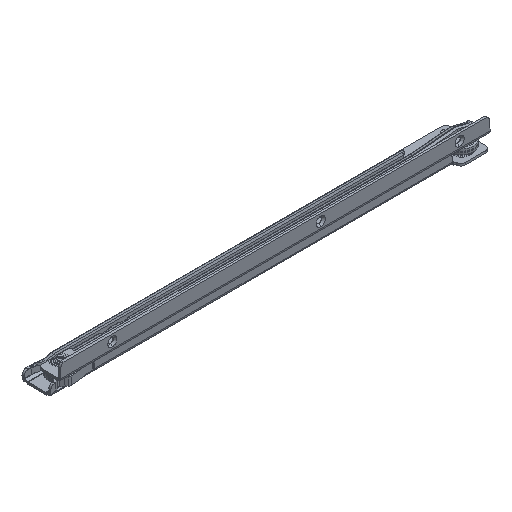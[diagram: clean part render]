
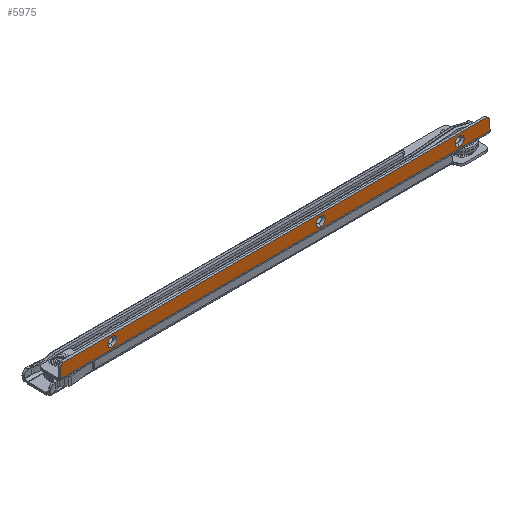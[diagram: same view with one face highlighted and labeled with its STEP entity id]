
A CAD part, isometric view. The second image highlights one B-rep face of the part: STEP entity #5975.
In plain terms, the highlighted planar face has unit normal (0, -1, 0).
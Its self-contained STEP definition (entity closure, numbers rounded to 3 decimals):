
#224 = LINE ( 'NONE', #9247, #455 ) ;
#276 = VERTEX_POINT ( 'NONE', #12184 ) ;
#455 = VECTOR ( 'NONE', #12168, 1000. ) ;
#709 = AXIS2_PLACEMENT_3D ( 'NONE', #7467, #6176, #16737 ) ;
#721 = EDGE_CURVE ( 'NONE', #4556, #3841, #224, .T. ) ;
#757 = VERTEX_POINT ( 'NONE', #9838 ) ;
#1151 = DIRECTION ( 'NONE',  ( -1., 0., 0. ) ) ;
#1704 = VERTEX_POINT ( 'NONE', #4332 ) ;
#1758 = EDGE_CURVE ( 'NONE', #16598, #4901, #5458, .T. ) ;
#1877 = VERTEX_POINT ( 'NONE', #9673 ) ;
#2120 = CARTESIAN_POINT ( 'NONE',  ( 47.5, -8.95, 6.5 ) ) ;
#2207 = PLANE ( 'NONE',  #709 ) ;
#2339 = CARTESIAN_POINT ( 'NONE',  ( 393.5, -8.95, 12.29 ) ) ;
#2599 = DIRECTION ( 'NONE',  ( 0., 0., 1. ) ) ;
#2777 = DIRECTION ( 'NONE',  ( 0., 0., -1. ) ) ;
#2786 = ORIENTED_EDGE ( 'NONE', *, *, #15629, .T. ) ;
#3091 = VECTOR ( 'NONE', #10201, 1000. ) ;
#3148 = CARTESIAN_POINT ( 'NONE',  ( 2., -8.95, 12.29 ) ) ;
#3154 = CIRCLE ( 'NONE', #8683, 4.25 ) ;
#3715 = VERTEX_POINT ( 'NONE', #8814 ) ;
#3819 = AXIS2_PLACEMENT_3D ( 'NONE', #3951, #8749, #8824 ) ;
#3841 = VERTEX_POINT ( 'NONE', #7764 ) ;
#3951 = CARTESIAN_POINT ( 'NONE',  ( 391.5, -8.95, 8.826 ) ) ;
#3971 = CARTESIAN_POINT ( 'NONE',  ( 367.5, -8.95, 6.5 ) ) ;
#3974 = VERTEX_POINT ( 'NONE', #6974 ) ;
#3975 = LINE ( 'NONE', #2339, #8283 ) ;
#3982 = DIRECTION ( 'NONE',  ( 0., 1., 0. ) ) ;
#4056 = CARTESIAN_POINT ( 'NONE',  ( 395.5, -8.95, 12.826 ) ) ;
#4179 = DIRECTION ( 'NONE',  ( -0.866, 0., -0.5 ) ) ;
#4332 = CARTESIAN_POINT ( 'NONE',  ( 367.5, -8.95, 2.25 ) ) ;
#4436 = AXIS2_PLACEMENT_3D ( 'NONE', #4466, #15026, #5766 ) ;
#4451 = ORIENTED_EDGE ( 'NONE', *, *, #10130, .T. ) ;
#4466 = CARTESIAN_POINT ( 'NONE',  ( 239.5, -8.95, 6.5 ) ) ;
#4556 = VERTEX_POINT ( 'NONE', #16212 ) ;
#4749 = ORIENTED_EDGE ( 'NONE', *, *, #14386, .F. ) ;
#4901 = VERTEX_POINT ( 'NONE', #8817 ) ;
#4975 = EDGE_LOOP ( 'NONE', ( #16704, #14450 ) ) ;
#5064 = VERTEX_POINT ( 'NONE', #10556 ) ;
#5224 = CIRCLE ( 'NONE', #9397, 4.25 ) ;
#5250 = EDGE_CURVE ( 'NONE', #12832, #14838, #13562, .T. ) ;
#5458 = CIRCLE ( 'NONE', #6293, 4.25 ) ;
#5466 = LINE ( 'NONE', #16031, #11572 ) ;
#5516 = CIRCLE ( 'NONE', #9958, 4.25 ) ;
#5766 = DIRECTION ( 'NONE',  ( 0., 0., -1. ) ) ;
#5975 = ADVANCED_FACE ( 'NONE', ( #6431, #11709, #14054, #16993 ), #2207, .T. ) ;
#6002 = AXIS2_PLACEMENT_3D ( 'NONE', #2120, #11447, #9899 ) ;
#6097 = ORIENTED_EDGE ( 'NONE', *, *, #1758, .T. ) ;
#6176 = DIRECTION ( 'NONE',  ( 0., -1., 0. ) ) ;
#6293 = AXIS2_PLACEMENT_3D ( 'NONE', #14350, #13039, #11834 ) ;
#6297 = CARTESIAN_POINT ( 'NONE',  ( 0., -8.95, 0.5 ) ) ;
#6331 = EDGE_LOOP ( 'NONE', ( #7999, #8095 ) ) ;
#6431 = FACE_BOUND ( 'NONE', #6331, .T. ) ;
#6577 = CARTESIAN_POINT ( 'NONE',  ( 239.5, -8.95, 6.5 ) ) ;
#6655 = DIRECTION ( 'NONE',  ( 0., 1., 0. ) ) ;
#6974 = CARTESIAN_POINT ( 'NONE',  ( 239.5, -8.95, 10.75 ) ) ;
#7467 = CARTESIAN_POINT ( 'NONE',  ( 0., -8.95, -29.674 ) ) ;
#7723 = CARTESIAN_POINT ( 'NONE',  ( 4., -8.95, 8.826 ) ) ;
#7764 = CARTESIAN_POINT ( 'NONE',  ( 392.572, -8.95, 12.826 ) ) ;
#7877 = CARTESIAN_POINT ( 'NONE',  ( 395.5, -8.95, 8.826 ) ) ;
#7999 = ORIENTED_EDGE ( 'NONE', *, *, #11846, .T. ) ;
#8095 = ORIENTED_EDGE ( 'NONE', *, *, #8601, .T. ) ;
#8120 = EDGE_CURVE ( 'NONE', #12108, #3715, #16408, .T. ) ;
#8165 = CARTESIAN_POINT ( 'NONE',  ( 47.5, -8.95, 10.75 ) ) ;
#8205 = CARTESIAN_POINT ( 'NONE',  ( 395.5, -8.95, 0.5 ) ) ;
#8215 = CIRCLE ( 'NONE', #6002, 4.25 ) ;
#8220 = EDGE_LOOP ( 'NONE', ( #9364, #6097 ) ) ;
#8283 = VECTOR ( 'NONE', #8999, 1000. ) ;
#8528 = ORIENTED_EDGE ( 'NONE', *, *, #13260, .T. ) ;
#8601 = EDGE_CURVE ( 'NONE', #5064, #1704, #3154, .T. ) ;
#8656 = ORIENTED_EDGE ( 'NONE', *, *, #5250, .F. ) ;
#8683 = AXIS2_PLACEMENT_3D ( 'NONE', #3971, #6655, #16864 ) ;
#8749 = DIRECTION ( 'NONE',  ( 0., -1., 0. ) ) ;
#8814 = CARTESIAN_POINT ( 'NONE',  ( 0., -8.95, 8.826 ) ) ;
#8817 = CARTESIAN_POINT ( 'NONE',  ( 47.5, -8.95, 2.25 ) ) ;
#8824 = DIRECTION ( 'NONE',  ( -1., 0., 0. ) ) ;
#8999 = DIRECTION ( 'NONE',  ( -0.866, 0., 0.5 ) ) ;
#9169 = LINE ( 'NONE', #15482, #13076 ) ;
#9247 = CARTESIAN_POINT ( 'NONE',  ( 0., -8.95, 12.826 ) ) ;
#9364 = ORIENTED_EDGE ( 'NONE', *, *, #12244, .T. ) ;
#9397 = AXIS2_PLACEMENT_3D ( 'NONE', #6577, #11680, #16963 ) ;
#9673 = CARTESIAN_POINT ( 'NONE',  ( 393.5, -8.95, 12.29 ) ) ;
#9791 = ORIENTED_EDGE ( 'NONE', *, *, #721, .F. ) ;
#9838 = CARTESIAN_POINT ( 'NONE',  ( 0., -8.95, 0.5 ) ) ;
#9899 = DIRECTION ( 'NONE',  ( 0., 0., -1. ) ) ;
#9958 = AXIS2_PLACEMENT_3D ( 'NONE', #10820, #3982, #2777 ) ;
#10130 = EDGE_CURVE ( 'NONE', #12832, #1877, #14604, .T. ) ;
#10201 = DIRECTION ( 'NONE',  ( 1., 0., 0. ) ) ;
#10527 = EDGE_CURVE ( 'NONE', #4556, #12108, #5466, .T. ) ;
#10556 = CARTESIAN_POINT ( 'NONE',  ( 367.5, -8.95, 10.75 ) ) ;
#10820 = CARTESIAN_POINT ( 'NONE',  ( 367.5, -8.95, 6.5 ) ) ;
#11447 = DIRECTION ( 'NONE',  ( 0., 1., 0. ) ) ;
#11495 = LINE ( 'NONE', #6297, #3091 ) ;
#11572 = VECTOR ( 'NONE', #4179, 1000. ) ;
#11680 = DIRECTION ( 'NONE',  ( 0., 1., 0. ) ) ;
#11709 = FACE_BOUND ( 'NONE', #4975, .T. ) ;
#11781 = EDGE_CURVE ( 'NONE', #276, #3974, #5224, .T. ) ;
#11834 = DIRECTION ( 'NONE',  ( 0., 0., -1. ) ) ;
#11846 = EDGE_CURVE ( 'NONE', #1704, #5064, #5516, .T. ) ;
#11911 = CIRCLE ( 'NONE', #4436, 4.25 ) ;
#11917 = ORIENTED_EDGE ( 'NONE', *, *, #8120, .T. ) ;
#12108 = VERTEX_POINT ( 'NONE', #3148 ) ;
#12168 = DIRECTION ( 'NONE',  ( 1., 0., 0. ) ) ;
#12184 = CARTESIAN_POINT ( 'NONE',  ( 239.5, -8.95, 2.25 ) ) ;
#12244 = EDGE_CURVE ( 'NONE', #4901, #16598, #8215, .T. ) ;
#12747 = ORIENTED_EDGE ( 'NONE', *, *, #10527, .T. ) ;
#12832 = VERTEX_POINT ( 'NONE', #7877 ) ;
#12999 = DIRECTION ( 'NONE',  ( 0., -1., 0. ) ) ;
#13039 = DIRECTION ( 'NONE',  ( 0., 1., 0. ) ) ;
#13076 = VECTOR ( 'NONE', #2599, 1000. ) ;
#13260 = EDGE_CURVE ( 'NONE', #757, #14838, #11495, .T. ) ;
#13562 = LINE ( 'NONE', #4056, #14676 ) ;
#14054 = FACE_BOUND ( 'NONE', #8220, .T. ) ;
#14123 = EDGE_LOOP ( 'NONE', ( #4749, #8528, #8656, #4451, #2786, #9791, #12747, #11917 ) ) ;
#14350 = CARTESIAN_POINT ( 'NONE',  ( 47.5, -8.95, 6.5 ) ) ;
#14386 = EDGE_CURVE ( 'NONE', #757, #3715, #9169, .T. ) ;
#14450 = ORIENTED_EDGE ( 'NONE', *, *, #14953, .T. ) ;
#14604 = CIRCLE ( 'NONE', #3819, 4. ) ;
#14676 = VECTOR ( 'NONE', #16076, 1000. ) ;
#14838 = VERTEX_POINT ( 'NONE', #8205 ) ;
#14953 = EDGE_CURVE ( 'NONE', #3974, #276, #11911, .T. ) ;
#15026 = DIRECTION ( 'NONE',  ( 0., 1., 0. ) ) ;
#15482 = CARTESIAN_POINT ( 'NONE',  ( 0., -8.95, 12.826 ) ) ;
#15629 = EDGE_CURVE ( 'NONE', #1877, #3841, #3975, .T. ) ;
#16031 = CARTESIAN_POINT ( 'NONE',  ( 8., -8.95, 15.754 ) ) ;
#16076 = DIRECTION ( 'NONE',  ( 0., 0., -1. ) ) ;
#16212 = CARTESIAN_POINT ( 'NONE',  ( 2.928, -8.95, 12.826 ) ) ;
#16408 = CIRCLE ( 'NONE', #16968, 4. ) ;
#16598 = VERTEX_POINT ( 'NONE', #8165 ) ;
#16704 = ORIENTED_EDGE ( 'NONE', *, *, #11781, .T. ) ;
#16737 = DIRECTION ( 'NONE',  ( -1., 0., 0. ) ) ;
#16864 = DIRECTION ( 'NONE',  ( 0., 0., -1. ) ) ;
#16963 = DIRECTION ( 'NONE',  ( 0., 0., -1. ) ) ;
#16968 = AXIS2_PLACEMENT_3D ( 'NONE', #7723, #12999, #1151 ) ;
#16993 = FACE_OUTER_BOUND ( 'NONE', #14123, .T. ) ;
